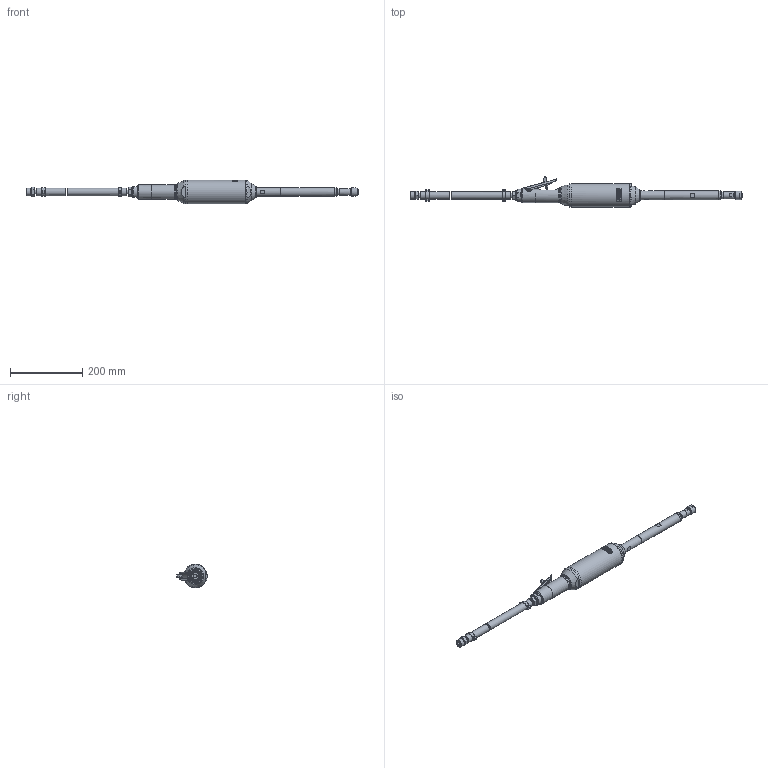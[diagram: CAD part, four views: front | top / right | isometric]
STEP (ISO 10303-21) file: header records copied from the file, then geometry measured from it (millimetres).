
FILE_DESCRIPTION((''),'2;1');
FILE_NAME('G 100 H-100_60009365.stp','2010-03-24T11:36:23',('rmorof'),(''),'Autodesk Inventor 2008','Autodesk Inventor 2008','');
FILE_SCHEMA(('CONFIG_CONTROL_DESIGN'));
Length unit declared in the file: millimetre
Products named in the file (1): G 100 H-100_60009365
Bounding box: 918.5 x 83.66 x 65 mm (x, y, z)
Volume: 995794.4 mm3; surface area: 138721.7 mm2
Topology: 12 solids, 13 shells, 616 faces, 1597 edges, 1036 vertices
Faces by surface type: plane 241, cylinder 198, bspline 91, cone 70, torus 14, sphere 2
Full cylindrical faces by diameter (mm): 0.5 x3, 2 x2, 3.25 x2, 3.5 x21, 4 x2, 4.1 x1, 5 x4, 6 x1, 7 x2, 10.5 x1, 11 x3, 11.9 x1, 12.4 x1, 13 x4, 15 x1, 18.6 x1, 18.63 x2, 18.8 x1, 19 x1, 20.96 x1, 21 x3, 22 x1, 22.02 x1, 23 x1, 24.5 x2, 26 x2, 28 x1, 33 x1, 40 x2, 40.2 x1
Entity records: 26746 total; most frequent: CARTESIAN_POINT 12519, ORIENTED_EDGE 2738, DIRECTION 2670, EDGE_CURVE 1369, AXIS2_PLACEMENT_3D 1074, VERTEX_POINT 961, EDGE_LOOP 865, FACE_OUTER_BOUND 615
